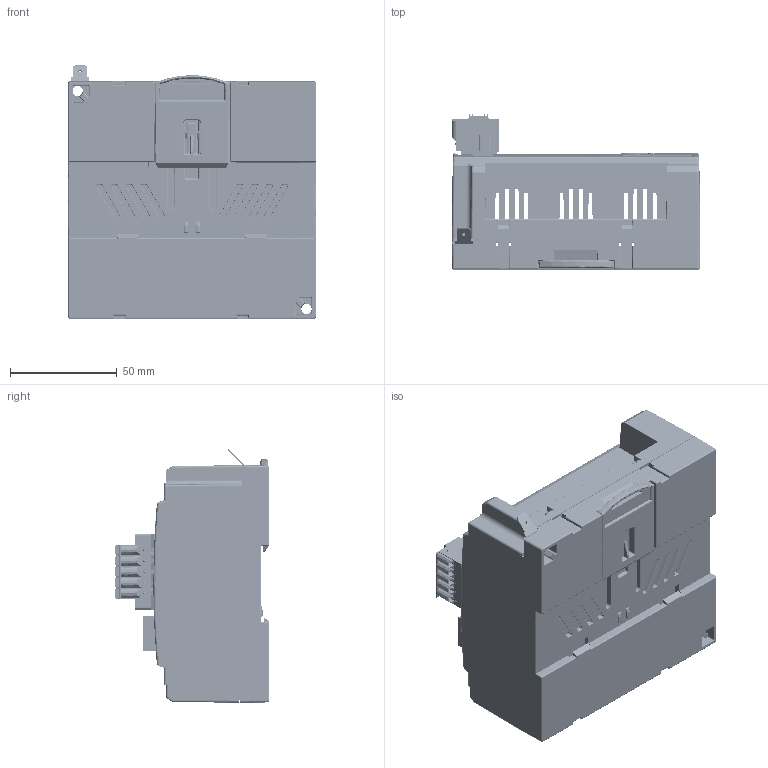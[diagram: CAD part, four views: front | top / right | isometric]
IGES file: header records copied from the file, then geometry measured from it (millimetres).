
Global section: file name: SmartBlock; native system: Autodesk Inventor 2014; preprocessor: unknown; author: RKEELER; date: 20140613.083637; units: millimetre
Bounding box: 116.01 x 72.42 x 118.48 mm (x, y, z)
Volume: 22597 mm3; surface area: 168925.2 mm2
Topology: 9 solids, 9 shells, 5670 faces, 33617 edges, 32871 vertices
Faces by surface type: plane 2592, revolution 2004, bspline 1074
